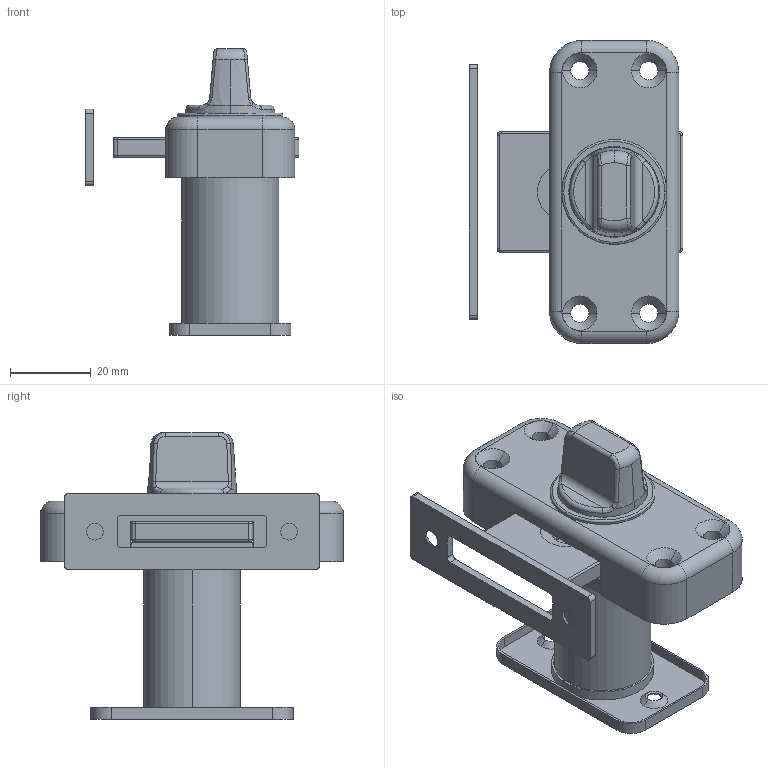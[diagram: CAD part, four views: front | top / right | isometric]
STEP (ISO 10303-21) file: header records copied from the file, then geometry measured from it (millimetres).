
FILE_DESCRIPTION (( 'STEP AP203' ), '1' );
FILE_NAME ('Žº‰ª•ÏŠ·.STEP', '2012-06-04T09:25:48', ( '' ), ( '' ), 'SwSTEP 2.0', 'SolidWorks 2011', '' );
FILE_SCHEMA (( 'CONFIG_CONTROL_DESIGN' ));
Length unit declared in the file: millimetre
Products named in the file (10): 室岡変換; C-399_Yロータ_; C-399_受け_; C-399_飾座_; C-399_十字穴付皿ねじM3_M3×L8; C-399ベースカバー_; C-399ジョイント_; C-399サムターン_; C-399デットプレート_; C-399ベース_
Assembly tree (10 placements, depth 2):
  室岡変換
    C-399ベース_
    C-399_飾座_
    C-399_Yロータ_
    C-399_受け_
    C-399_十字穴付皿ねじM3_M3×L8  x2
    C-399ベースカバー_
    C-399ジョイント_
    C-399サムターン_
    C-399デットプレート_
Bounding box: 52.92 x 75 x 71 mm (x, y, z)
Volume: 48074.4 mm3; surface area: 33584.9 mm2
Topology: 10 solids, 10 shells, 449 faces, 1148 edges, 735 vertices
Faces by surface type: plane 199, cylinder 160, cone 43, torus 31, bspline 16
Entity records: 14552 total; most frequent: CARTESIAN_POINT 2910, DIRECTION 2314, ORIENTED_EDGE 2164, EDGE_CURVE 1082, AXIS2_PLACEMENT_3D 853, VERTEX_POINT 693, VECTOR 608, LINE 608
